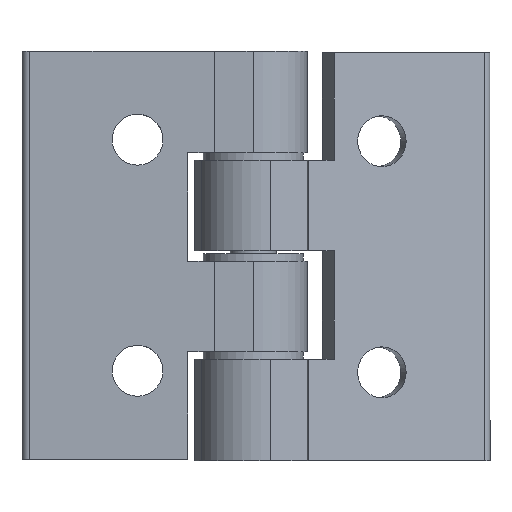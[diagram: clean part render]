
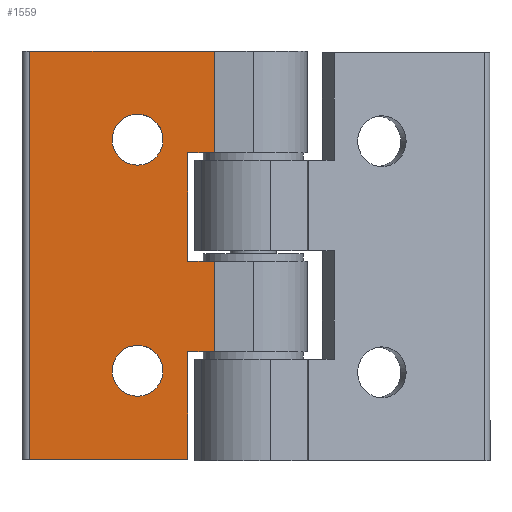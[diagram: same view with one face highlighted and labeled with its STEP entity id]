
A CAD part, front view. The second image highlights one B-rep face of the part: STEP entity #1559.
In plain terms, the highlighted planar face has unit normal (0, -1, 0).
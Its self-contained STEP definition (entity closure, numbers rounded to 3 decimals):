
#112=CARTESIAN_POINT('',(-8.499,-1.269,39.8));
#113=VERTEX_POINT('',#112);
#122=CARTESIAN_POINT('',(-8.499,-1.269,25.7));
#123=VERTEX_POINT('',#122);
#124=CARTESIAN_POINT('',(-8.499,-1.269,25.7));
#125=DIRECTION('',(0.0,0.0,1.0));
#126=VECTOR('',#125,14.1);
#127=LINE('',#124,#126);
#128=EDGE_CURVE('',#123,#113,#127,.T.);
#179=CARTESIAN_POINT('',(-4.999,-1.269,39.8));
#180=VERTEX_POINT('',#179);
#187=CARTESIAN_POINT('',(-8.499,-1.269,39.8));
#188=DIRECTION('',(1.0,0.0,0.0));
#189=VECTOR('',#188,3.5);
#190=LINE('',#187,#189);
#191=EDGE_CURVE('',#113,#180,#190,.T.);
#294=CARTESIAN_POINT('',(-4.999,-1.269,25.7));
#295=VERTEX_POINT('',#294);
#296=CARTESIAN_POINT('',(-4.999,-1.269,25.7));
#297=DIRECTION('',(-1.0,0.0,0.0));
#298=VECTOR('',#297,3.5);
#299=LINE('',#296,#298);
#300=EDGE_CURVE('',#295,#123,#299,.T.);
#353=CARTESIAN_POINT('',(-4.999,-1.269,14.));
#354=VERTEX_POINT('',#353);
#355=CARTESIAN_POINT('',(-4.999,-1.269,14.));
#356=DIRECTION('',(0.0,0.0,1.0));
#357=VECTOR('',#356,11.7);
#358=LINE('',#355,#357);
#359=EDGE_CURVE('',#354,#295,#358,.T.);
#392=CARTESIAN_POINT('',(-4.999,-1.269,53.));
#393=VERTEX_POINT('',#392);
#400=CARTESIAN_POINT('',(-4.999,-1.269,39.8));
#401=DIRECTION('',(0.0,0.0,1.0));
#402=VECTOR('',#401,13.2);
#403=LINE('',#400,#402);
#404=EDGE_CURVE('',#180,#393,#403,.T.);
#983=CARTESIAN_POINT('',(-18.299,-1.269,11.5));
#984=VERTEX_POINT('',#983);
#985=CARTESIAN_POINT('',(-14.999,-1.269,11.5));
#986=DIRECTION('',(0.0,1.0,0.0));
#987=DIRECTION('',(1.0,0.0,0.0));
#988=AXIS2_PLACEMENT_3D('',#985,#986,#987);
#989=CIRCLE('',#988,3.3);
#990=EDGE_CURVE('',#984,#984,#989,.T.);
#1164=CARTESIAN_POINT('',(-18.299,-1.269,41.5));
#1165=VERTEX_POINT('',#1164);
#1166=CARTESIAN_POINT('',(-14.999,-1.269,41.5));
#1167=DIRECTION('',(0.0,1.0,0.0));
#1168=DIRECTION('',(1.0,0.0,0.0));
#1169=AXIS2_PLACEMENT_3D('',#1166,#1167,#1168);
#1170=CIRCLE('',#1169,3.3);
#1171=EDGE_CURVE('',#1165,#1165,#1170,.T.);
#1444=CARTESIAN_POINT('',(-8.499,-1.269,14.));
#1445=VERTEX_POINT('',#1444);
#1452=CARTESIAN_POINT('',(-8.499,-1.269,0.0));
#1453=VERTEX_POINT('',#1452);
#1454=CARTESIAN_POINT('',(-8.499,-1.269,0.0));
#1455=DIRECTION('',(0.0,0.0,1.0));
#1456=VECTOR('',#1455,14.);
#1457=LINE('',#1454,#1456);
#1458=EDGE_CURVE('',#1453,#1445,#1457,.T.);
#1480=CARTESIAN_POINT('',(-8.499,-1.269,14.));
#1481=DIRECTION('',(1.0,0.0,0.0));
#1482=VECTOR('',#1481,3.5);
#1483=LINE('',#1480,#1482);
#1484=EDGE_CURVE('',#1445,#354,#1483,.T.);
#1517=CARTESIAN_POINT('',(-4.999,-1.269,0.0));
#1518=DIRECTION('',(0.0,-1.0,0.0));
#1519=DIRECTION('',(0.0,0.0,-1.0));
#1520=AXIS2_PLACEMENT_3D('',#1517,#1518,#1519);
#1521=PLANE('',#1520);
#1522=ORIENTED_EDGE('',*,*,#191,.T.);
#1523=ORIENTED_EDGE('',*,*,#404,.T.);
#1524=CARTESIAN_POINT('',(-28.999,-1.269,53.));
#1525=VERTEX_POINT('',#1524);
#1526=CARTESIAN_POINT('',(-4.999,-1.269,53.));
#1527=DIRECTION('',(-1.0,0.0,0.0));
#1528=VECTOR('',#1527,24.);
#1529=LINE('',#1526,#1528);
#1530=EDGE_CURVE('',#393,#1525,#1529,.T.);
#1531=ORIENTED_EDGE('',*,*,#1530,.T.);
#1532=CARTESIAN_POINT('',(-28.999,-1.269,0.0));
#1533=VERTEX_POINT('',#1532);
#1534=CARTESIAN_POINT('',(-28.999,-1.269,0.0));
#1535=DIRECTION('',(0.0,0.0,1.0));
#1536=VECTOR('',#1535,53.);
#1537=LINE('',#1534,#1536);
#1538=EDGE_CURVE('',#1533,#1525,#1537,.T.);
#1539=ORIENTED_EDGE('',*,*,#1538,.F.);
#1540=CARTESIAN_POINT('',(-8.499,-1.269,0.0));
#1541=DIRECTION('',(-1.0,0.0,0.0));
#1542=VECTOR('',#1541,20.5);
#1543=LINE('',#1540,#1542);
#1544=EDGE_CURVE('',#1453,#1533,#1543,.T.);
#1545=ORIENTED_EDGE('',*,*,#1544,.F.);
#1546=ORIENTED_EDGE('',*,*,#1458,.T.);
#1547=ORIENTED_EDGE('',*,*,#1484,.T.);
#1548=ORIENTED_EDGE('',*,*,#359,.T.);
#1549=ORIENTED_EDGE('',*,*,#300,.T.);
#1550=ORIENTED_EDGE('',*,*,#128,.T.);
#1551=EDGE_LOOP('',(#1522,#1523,#1531,#1539,#1545,#1546,#1547,#1548,#1549,#1550));
#1552=FACE_OUTER_BOUND('',#1551,.T.);
#1553=ORIENTED_EDGE('',*,*,#990,.T.);
#1554=EDGE_LOOP('',(#1553));
#1555=FACE_BOUND('',#1554,.T.);
#1556=ORIENTED_EDGE('',*,*,#1171,.T.);
#1557=EDGE_LOOP('',(#1556));
#1558=FACE_BOUND('',#1557,.T.);
#1559=ADVANCED_FACE('',(#1552,#1555,#1558),#1521,.T.);
